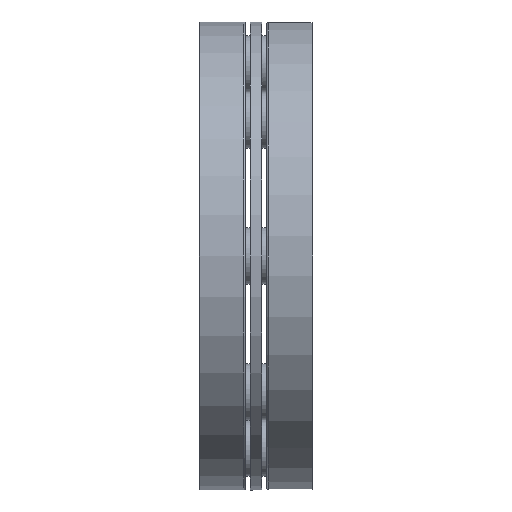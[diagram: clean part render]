
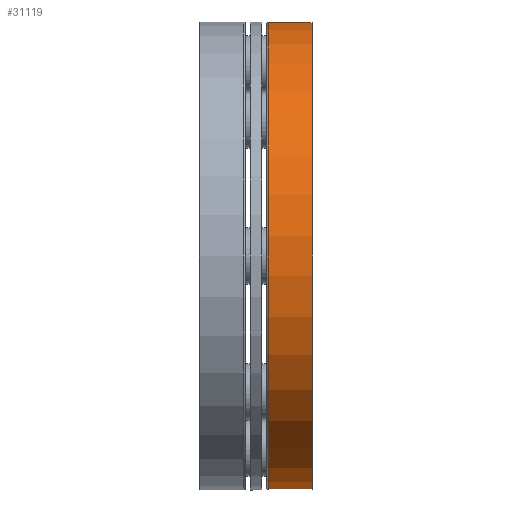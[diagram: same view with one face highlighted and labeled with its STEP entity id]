
A CAD part, front view. The second image highlights one B-rep face of the part: STEP entity #31119.
In plain terms, the highlighted cylindrical face has radius 162.5 mm (diameter 325 mm), a full revolution.
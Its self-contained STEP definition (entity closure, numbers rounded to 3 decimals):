
#3966=CYLINDRICAL_SURFACE('',#32966,162.5);
#6586=ORIENTED_EDGE('',*,*,#10428,.T.);
#6587=ORIENTED_EDGE('',*,*,#10431,.T.);
#10428=EDGE_CURVE('',#12700,#12700,#14108,.T.);
#10431=EDGE_CURVE('',#12703,#12703,#14111,.T.);
#12700=VERTEX_POINT('',#43230);
#12703=VERTEX_POINT('',#43237);
#14108=CIRCLE('',#32884,162.5);
#14111=CIRCLE('',#32888,162.5);
#15726=EDGE_LOOP('',(#6586));
#15727=EDGE_LOOP('',(#6587));
#18154=FACE_BOUND('',#15726,.T.);
#18155=FACE_BOUND('',#15727,.T.);
#31119=ADVANCED_FACE('',(#18154,#18155),#3966,.T.);
#32884=AXIS2_PLACEMENT_3D('',#43229,#37014,#37015);
#32888=AXIS2_PLACEMENT_3D('',#43236,#37022,#37023);
#32966=AXIS2_PLACEMENT_3D('',#43371,#37178,#37179);
#37014=DIRECTION('',(-1.,0.,0.));
#37015=DIRECTION('',(0.,0.707,0.707));
#37022=DIRECTION('',(1.,0.,0.));
#37023=DIRECTION('',(0.,-0.707,-0.707));
#37178=DIRECTION('',(1.,0.,0.));
#37179=DIRECTION('',(0.,-0.707,-0.707));
#43229=CARTESIAN_POINT('',(40.45,0.,0.));
#43230=CARTESIAN_POINT('',(40.45,114.905,114.905));
#43236=CARTESIAN_POINT('',(10.05,0.,0.));
#43237=CARTESIAN_POINT('',(10.05,-114.905,-114.905));
#43371=CARTESIAN_POINT('',(63.1,0.,0.));
